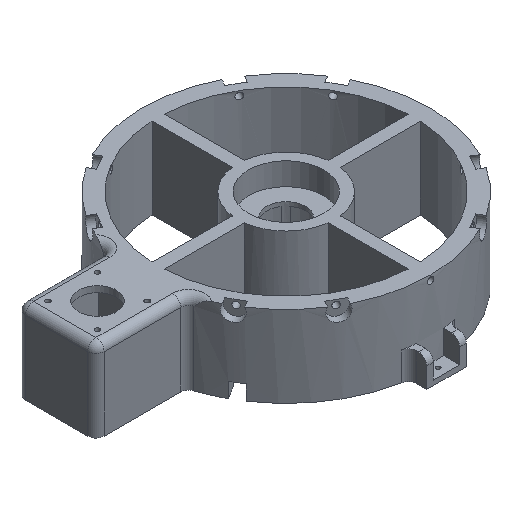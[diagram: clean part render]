
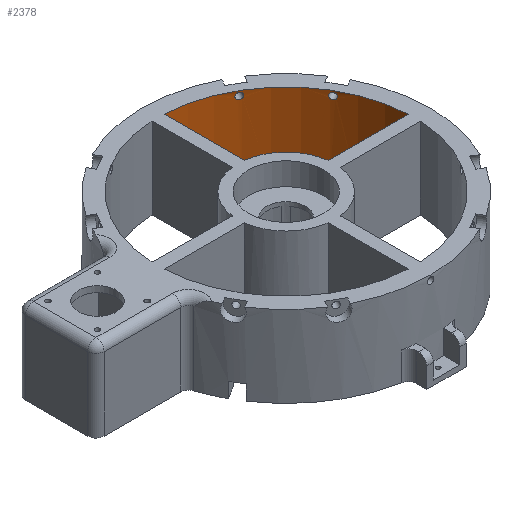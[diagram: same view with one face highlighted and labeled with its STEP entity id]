
A CAD part, isometric view. The second image highlights one B-rep face of the part: STEP entity #2378.
In plain terms, the highlighted cylindrical face has radius 80.01 mm (diameter 160.02 mm), a partial arc.
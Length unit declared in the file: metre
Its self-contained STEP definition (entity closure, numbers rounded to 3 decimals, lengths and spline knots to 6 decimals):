
#32=B_SPLINE_CURVE_WITH_KNOTS('',3,(#3987,#3988,#3989,#3990,#3991,#3992,
#3993,#3994,#3995,#3996,#3997),.UNSPECIFIED.,.T.,.F.,(1,1,1,1,1,1,1,1,1,
1,1,1,1,1,1),(-0.004675,-0.003117,-0.001558,
0.,0.001558,0.003117,0.004675,
0.006233,0.007792,0.00935,0.010908,
0.012467,0.014025,0.015583,0.017142),
 .UNSPECIFIED.);
#33=B_SPLINE_CURVE_WITH_KNOTS('',3,(#3999,#4000,#4001,#4002,#4003,#4004,
#4005,#4006,#4007,#4008,#4009),.UNSPECIFIED.,.T.,.F.,(1,1,1,1,1,1,1,1,1,
1,1,1,1,1,1),(-0.004675,-0.003117,-0.001558,
0.,0.001558,0.003117,0.004675,
0.006233,0.007792,0.00935,0.010908,
0.012467,0.014025,0.015583,0.017142),
 .UNSPECIFIED.);
#51=CYLINDRICAL_SURFACE('',#2597,0.08001);
#181=LINE('',#4011,#362);
#182=LINE('',#4015,#363);
#362=VECTOR('',#3051,1.);
#363=VECTOR('',#3054,1.);
#656=ORIENTED_EDGE('',*,*,#1319,.F.);
#657=ORIENTED_EDGE('',*,*,#1320,.F.);
#658=ORIENTED_EDGE('',*,*,#1195,.T.);
#659=ORIENTED_EDGE('',*,*,#1321,.T.);
#660=ORIENTED_EDGE('',*,*,#1322,.T.);
#661=ORIENTED_EDGE('',*,*,#1323,.F.);
#1195=EDGE_CURVE('',#1540,#1541,#1762,.F.);
#1319=EDGE_CURVE('',#1637,#1637,#32,.T.);
#1320=EDGE_CURVE('',#1638,#1638,#33,.T.);
#1321=EDGE_CURVE('',#1541,#1639,#181,.T.);
#1322=EDGE_CURVE('',#1639,#1640,#1811,.T.);
#1323=EDGE_CURVE('',#1540,#1640,#182,.T.);
#1540=VERTEX_POINT('',#3605);
#1541=VERTEX_POINT('',#3606);
#1637=VERTEX_POINT('',#3998);
#1638=VERTEX_POINT('',#4010);
#1639=VERTEX_POINT('',#4012);
#1640=VERTEX_POINT('',#4014);
#1762=CIRCLE('',#2527,0.08001);
#1811=CIRCLE('',#2598,0.08001);
#1926=EDGE_LOOP('',(#656));
#1927=EDGE_LOOP('',(#657));
#1928=EDGE_LOOP('',(#658,#659,#660,#661));
#2129=FACE_BOUND('',#1926,.T.);
#2130=FACE_BOUND('',#1927,.T.);
#2131=FACE_BOUND('',#1928,.T.);
#2378=ADVANCED_FACE('',(#2129,#2130,#2131),#51,.F.);
#2527=AXIS2_PLACEMENT_3D('',#3604,#2849,#2850);
#2597=AXIS2_PLACEMENT_3D('',#3986,#3049,#3050);
#2598=AXIS2_PLACEMENT_3D('',#4013,#3052,#3053);
#2849=DIRECTION('',(0.,0.,1.));
#2850=DIRECTION('',(1.,0.,0.));
#3049=DIRECTION('',(0.,0.,1.));
#3050=DIRECTION('',(1.,0.,0.));
#3051=DIRECTION('',(0.,0.,1.));
#3052=DIRECTION('',(0.,0.,1.));
#3053=DIRECTION('',(1.,0.,0.));
#3054=DIRECTION('',(0.,0.,1.));
#3604=CARTESIAN_POINT('',(0.,0.,-0.0508));
#3605=CARTESIAN_POINT('',(0.00381,0.079919,-0.0508));
#3606=CARTESIAN_POINT('',(0.079919,0.00381,-0.0508));
#3986=CARTESIAN_POINT('',(0.,0.,-0.050802));
#3987=CARTESIAN_POINT('',(0.038647,0.070061,-0.001428));
#3988=CARTESIAN_POINT('',(0.038075,0.070369,-0.002992));
#3989=CARTESIAN_POINT('',(0.038646,0.070061,-0.004555));
#3990=CARTESIAN_POINT('',(0.040007,0.069297,-0.005201));
#3991=CARTESIAN_POINT('',(0.041351,0.068499,-0.004556));
#3992=CARTESIAN_POINT('',(0.041903,0.068159,-0.002992));
#3993=CARTESIAN_POINT('',(0.041353,0.068498,-0.001432));
#3994=CARTESIAN_POINT('',(0.04001,0.069295,-0.000782));
#3995=CARTESIAN_POINT('',(0.038647,0.070061,-0.001428));
#3996=CARTESIAN_POINT('',(0.038075,0.070369,-0.002992));
#3997=CARTESIAN_POINT('',(0.038646,0.070061,-0.004555));
#3998=CARTESIAN_POINT('',(0.038266,0.070266,-0.002992));
#3999=CARTESIAN_POINT('',(0.068499,0.041351,-0.001428));
#4000=CARTESIAN_POINT('',(0.068159,0.041903,-0.002992));
#4001=CARTESIAN_POINT('',(0.068499,0.041351,-0.004555));
#4002=CARTESIAN_POINT('',(0.069295,0.04001,-0.005201));
#4003=CARTESIAN_POINT('',(0.070061,0.038646,-0.004556));
#4004=CARTESIAN_POINT('',(0.070368,0.038076,-0.002992));
#4005=CARTESIAN_POINT('',(0.070062,0.038644,-0.001432));
#4006=CARTESIAN_POINT('',(0.069297,0.040006,-0.000782));
#4007=CARTESIAN_POINT('',(0.068499,0.041351,-0.001428));
#4008=CARTESIAN_POINT('',(0.068159,0.041903,-0.002992));
#4009=CARTESIAN_POINT('',(0.068499,0.041351,-0.004555));
#4010=CARTESIAN_POINT('',(0.068272,0.041719,-0.002992));
#4011=CARTESIAN_POINT('',(0.079919,0.00381,-0.050802));
#4012=CARTESIAN_POINT('',(0.079919,0.00381,0.));
#4013=CARTESIAN_POINT('',(0.,0.,0.));
#4014=CARTESIAN_POINT('',(0.00381,0.079919,0.));
#4015=CARTESIAN_POINT('',(0.00381,0.079919,-0.050802));
